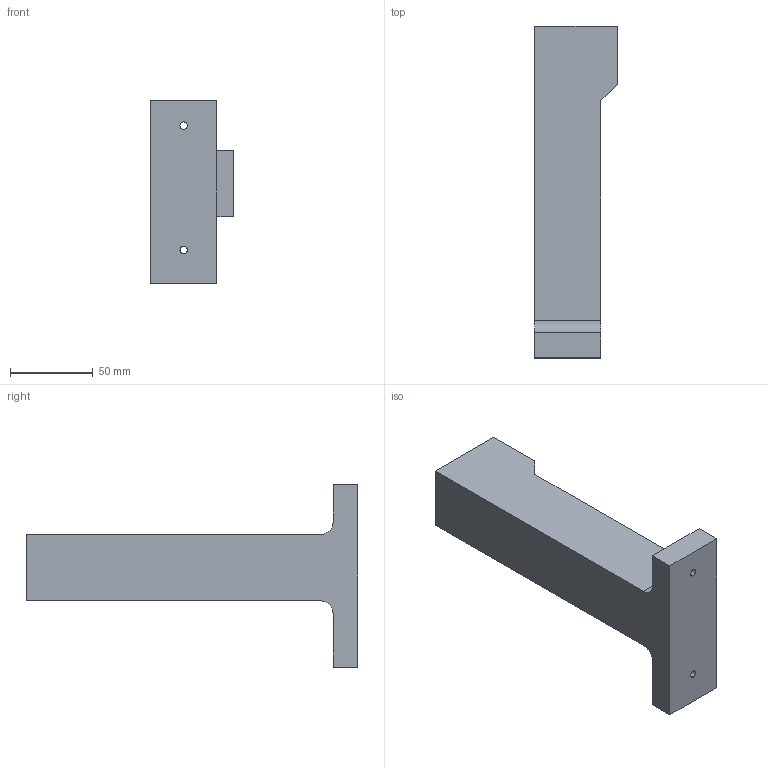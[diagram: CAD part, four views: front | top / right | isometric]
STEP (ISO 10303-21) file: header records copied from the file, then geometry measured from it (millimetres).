
FILE_DESCRIPTION (( 'STEP AP214' ), '1' );
FILE_NAME ('WW0026.STEP', '2024-12-13T17:19:43', ( '' ), ( '' ), 'SwSTEP 2.0', 'SolidWorks 2024', '' );
FILE_SCHEMA (( 'AUTOMOTIVE_DESIGN' ));
Length unit declared in the file: millimetre
Products named in the file (1): WW0026
Bounding box: 50 x 200 x 110 mm (x, y, z)
Volume: 363789.7 mm3; surface area: 45690.3 mm2
Topology: 1 solids, 1 shells, 40 faces, 102 edges, 63 vertices
Faces by surface type: plane 18, cylinder 16, cone 6
Entity records: 1199 total; most frequent: DIRECTION 210, CARTESIAN_POINT 200, ORIENTED_EDGE 192, EDGE_CURVE 96, AXIS2_PLACEMENT_3D 73, LINE 64, VECTOR 64, VERTEX_POINT 63
